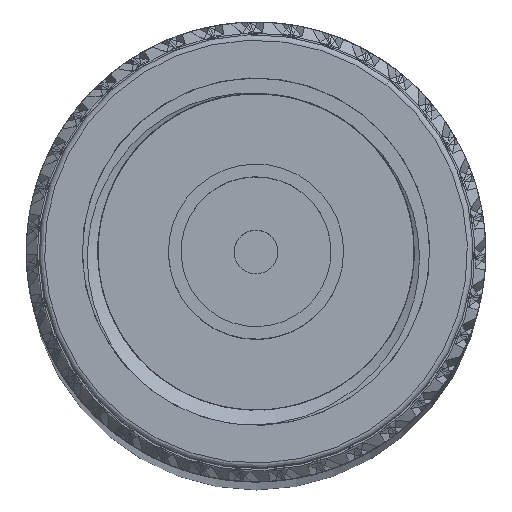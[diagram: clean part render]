
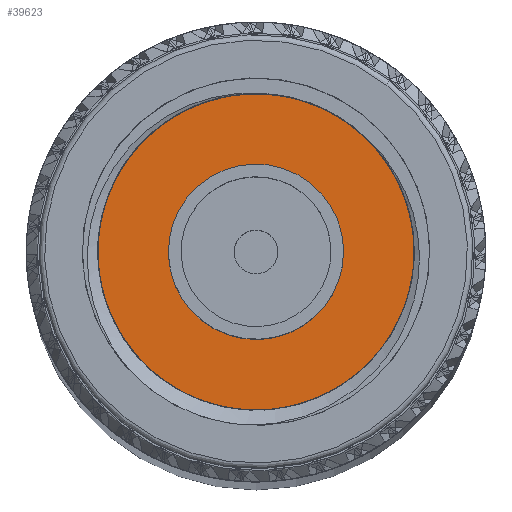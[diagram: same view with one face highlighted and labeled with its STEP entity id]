
A CAD part, top view. The second image highlights one B-rep face of the part: STEP entity #39623.
In plain terms, the highlighted face is planar.
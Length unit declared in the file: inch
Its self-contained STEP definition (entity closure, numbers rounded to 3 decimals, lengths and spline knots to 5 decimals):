
#513 = CARTESIAN_POINT ( 'NONE',  ( 0.37402, 0., 0. ) ) ;
#1360 = CIRCLE ( 'NONE', #23496, 0.3125 ) ;
#2713 = CARTESIAN_POINT ( 'NONE',  ( 0.37402, 0., -0.3125 ) ) ;
#5713 = EDGE_CURVE ( 'NONE', #39197, #45071, #28755, .T. ) ;
#6853 = CIRCLE ( 'NONE', #34277, 0.3125 ) ;
#7318 = DIRECTION ( 'NONE',  ( 0., 0., 1. ) ) ;
#12449 = DIRECTION ( 'NONE',  ( 0., 0., 1. ) ) ;
#15270 = AXIS2_PLACEMENT_3D ( 'NONE', #51564, #25764, #12449 ) ;
#15465 = DIRECTION ( 'NONE',  ( 0., 0., 1. ) ) ;
#15915 = CARTESIAN_POINT ( 'NONE',  ( 0.37402, 0., 0. ) ) ;
#15924 = CARTESIAN_POINT ( 'NONE',  ( 0.37402, 0., -0.15748 ) ) ;
#16359 = AXIS2_PLACEMENT_3D ( 'NONE', #37639, #25128, #42055 ) ;
#19217 = EDGE_CURVE ( 'NONE', #45071, #39197, #23038, .T. ) ;
#21073 = PLANE ( 'NONE',  #15270 ) ;
#23001 = AXIS2_PLACEMENT_3D ( 'NONE', #513, #29904, #34615 ) ;
#23038 = CIRCLE ( 'NONE', #23001, 0.15748 ) ;
#23399 = CARTESIAN_POINT ( 'NONE',  ( 0.37402, 0., 0.15748 ) ) ;
#23496 = AXIS2_PLACEMENT_3D ( 'NONE', #52938, #48523, #15465 ) ;
#25128 = DIRECTION ( 'NONE',  ( -1., 0., 0. ) ) ;
#25764 = DIRECTION ( 'NONE',  ( -1., 0., 0. ) ) ;
#25767 = ORIENTED_EDGE ( 'NONE', *, *, #5713, .F. ) ;
#28755 = CIRCLE ( 'NONE', #16359, 0.15748 ) ;
#29904 = DIRECTION ( 'NONE',  ( -1., 0., 0. ) ) ;
#31896 = EDGE_LOOP ( 'NONE', ( #49273, #25767 ) ) ;
#31902 = EDGE_CURVE ( 'NONE', #34394, #52716, #6853, .T. ) ;
#34277 = AXIS2_PLACEMENT_3D ( 'NONE', #15915, #53921, #7318 ) ;
#34394 = VERTEX_POINT ( 'NONE', #2713 ) ;
#34615 = DIRECTION ( 'NONE',  ( 0., 0., 1. ) ) ;
#37042 = EDGE_CURVE ( 'NONE', #52716, #34394, #1360, .T. ) ;
#37639 = CARTESIAN_POINT ( 'NONE',  ( 0.37402, 0., 0. ) ) ;
#39197 = VERTEX_POINT ( 'NONE', #23399 ) ;
#39623 = ADVANCED_FACE ( 'NONE', ( #42160, #42424 ), #21073, .T. ) ;
#42055 = DIRECTION ( 'NONE',  ( 0., 0., 1. ) ) ;
#42160 = FACE_OUTER_BOUND ( 'NONE', #53237, .T. ) ;
#42424 = FACE_BOUND ( 'NONE', #31896, .T. ) ;
#44658 = ORIENTED_EDGE ( 'NONE', *, *, #31902, .T. ) ;
#45071 = VERTEX_POINT ( 'NONE', #15924 ) ;
#46263 = ORIENTED_EDGE ( 'NONE', *, *, #37042, .T. ) ;
#48523 = DIRECTION ( 'NONE',  ( -1., 0., 0. ) ) ;
#49273 = ORIENTED_EDGE ( 'NONE', *, *, #19217, .F. ) ;
#51564 = CARTESIAN_POINT ( 'NONE',  ( 0.37402, 0., 0. ) ) ;
#52338 = CARTESIAN_POINT ( 'NONE',  ( 0.37402, 0., 0.3125 ) ) ;
#52716 = VERTEX_POINT ( 'NONE', #52338 ) ;
#52938 = CARTESIAN_POINT ( 'NONE',  ( 0.37402, 0., 0. ) ) ;
#53237 = EDGE_LOOP ( 'NONE', ( #46263, #44658 ) ) ;
#53921 = DIRECTION ( 'NONE',  ( -1., 0., 0. ) ) ;
